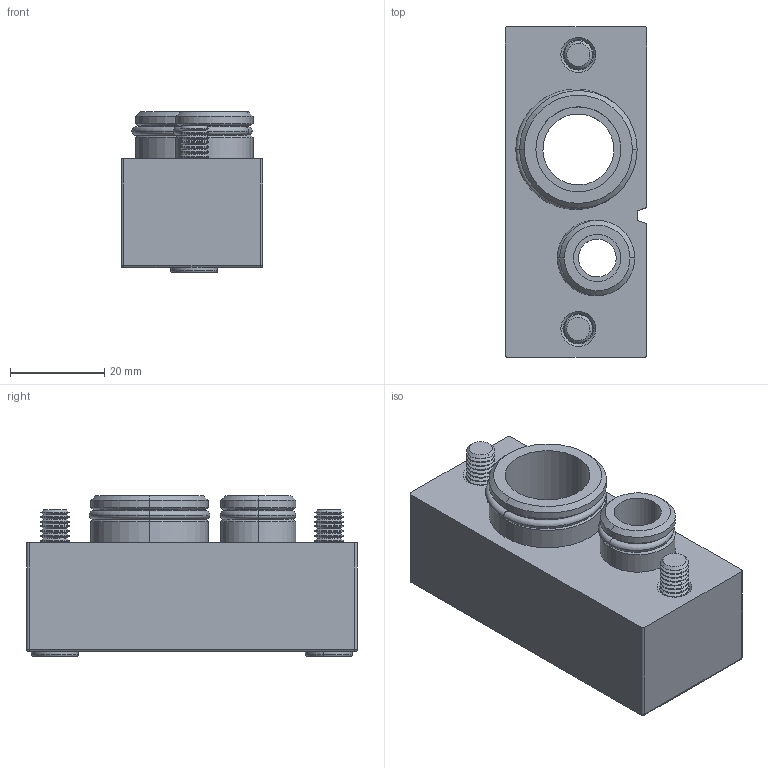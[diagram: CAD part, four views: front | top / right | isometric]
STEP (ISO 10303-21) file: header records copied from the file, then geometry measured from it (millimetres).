
FILE_DESCRIPTION (( 'STEP AP214' ), '1' );
FILE_NAME ('SIC-M201.001.D00.STEP', '2019-02-19T12:10:09', ( '' ), ( '' ), 'SwSTEP 2.0', 'SolidWorks 2018', '' );
FILE_SCHEMA (( 'AUTOMOTIVE_DESIGN' ));
Length unit declared in the file: millimetre
Products named in the file (1): SIC-M201.001.D00
Bounding box: 30 x 70 x 34 mm (x, y, z)
Volume: 36504.7 mm3; surface area: 27646.5 mm2
Topology: 7 solids, 7 shells, 664 faces, 1614 edges, 978 vertices
Faces by surface type: cone 310, cylinder 210, plane 124, torus 16, sphere 4
Entity records: 27138 total; most frequent: DIRECTION 3786, CARTESIAN_POINT 3541, ORIENTED_EDGE 3212, EDGE_CURVE 1606, AXIS2_PLACEMENT_3D 1527, VERTEX_POINT 978, CIRCLE 862, LINE 732
